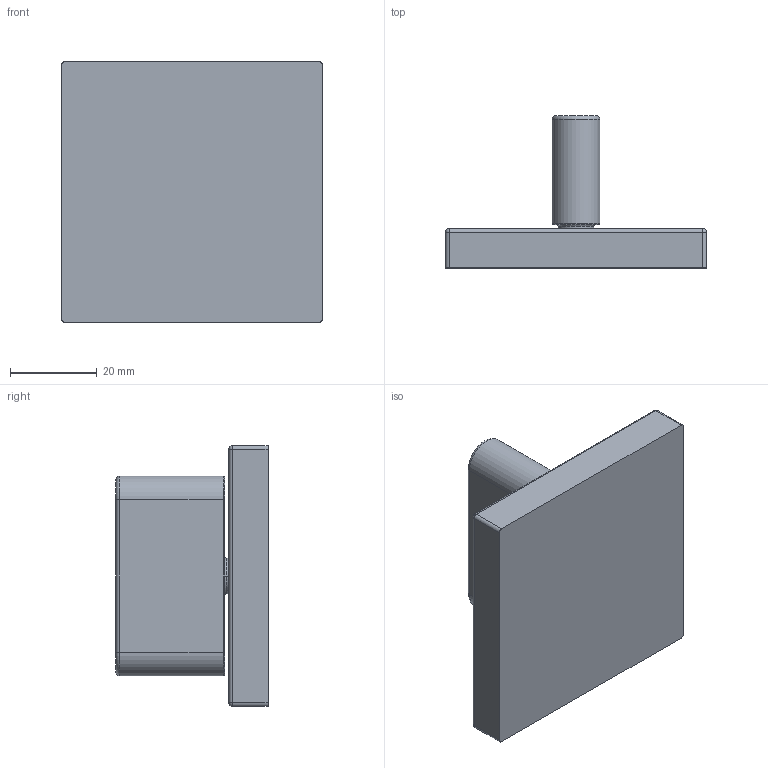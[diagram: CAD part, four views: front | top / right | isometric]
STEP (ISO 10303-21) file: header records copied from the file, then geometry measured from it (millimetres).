
FILE_DESCRIPTION (( 'STEP AP203' ), '1' );
FILE_NAME ('20000705-00.STEP', '2018-07-03T14:15:33', ( '' ), ( '' ), 'SwSTEP 2.0', 'SolidWorks 2017', '' );
FILE_SCHEMA (( 'CONFIG_CONTROL_DESIGN' ));
Length unit declared in the file: millimetre
Products named in the file (3): Planungsmodell_Rosette-+-09.27.78.033-01_K1; Planungsmodell_Griff-+-09.20.70.051-01; 20000705-00
Assembly tree (2 placements, depth 2):
  20000705-00
    Planungsmodell_Rosette-+-09.27.78.033-01_K1
    Planungsmodell_Griff-+-09.20.70.051-01
Bounding box: 60 x 35 x 60 mm (x, y, z)
Volume: 44401.3 mm3; surface area: 12809 mm2
Topology: 2 solids, 2 shells, 37 faces, 78 edges, 42 vertices
Faces by surface type: cylinder 16, plane 11, torus 6, sphere 4
Entity records: 1257 total; most frequent: DIRECTION 198, CARTESIAN_POINT 158, ORIENTED_EDGE 148, AXIS2_PLACEMENT_3D 82, EDGE_CURVE 74, VERTEX_POINT 42, CIRCLE 40, EDGE_LOOP 38
